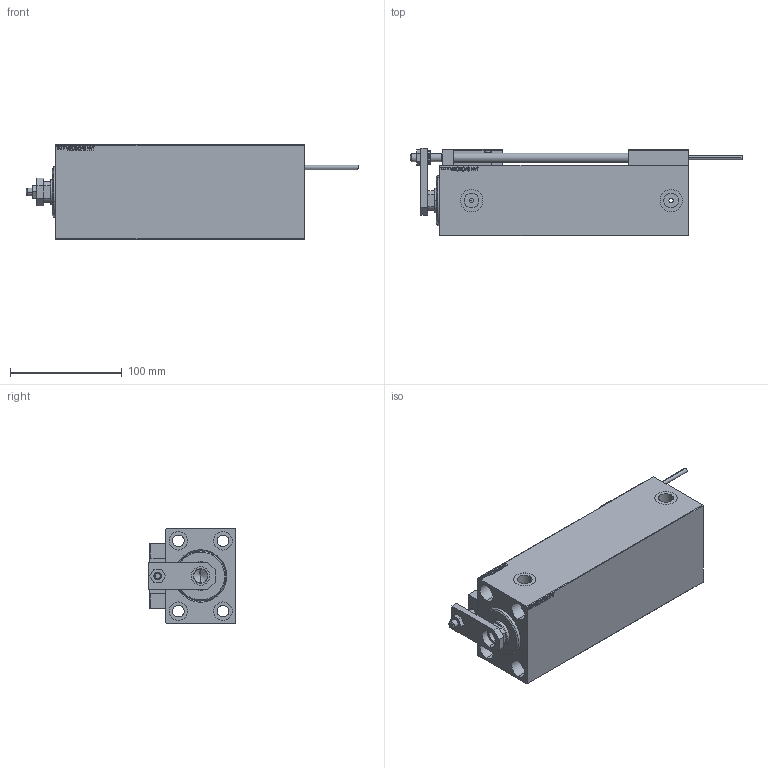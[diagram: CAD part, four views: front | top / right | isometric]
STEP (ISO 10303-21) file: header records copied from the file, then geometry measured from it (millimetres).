
FILE_DESCRIPTION (( 'STEP AP203' ), '1' );
FILE_NAME ('a88c.STEP', '2022-04-17T08:31:32', ( '' ), ( '' ), 'SwSTEP 2.0', 'SolidWorks 2019', '' );
FILE_SCHEMA (( 'CONFIG_CONTROL_DESIGN' ));
Length unit declared in the file: millimetre
Products named in the file (15): SWITCH_X_FRONT_BACK 85b56ee7454ecf3300692eb5006bea4a; ALLEN BOLT D5 85b56ee7454ecf3300692eb5006bea4a; NUT_D12 85b56ee7454ecf3300692eb5006bea4a; a88c; MAGNET 85b56ee7454ecf3300692eb5006bea4a; V450CM_VC_B 85b56ee7454ecf3300692eb5006bea4a; SWITCH DIM B,W 85b56ee7454ecf3300692eb5006bea4a; TYC_L79 85b56ee7454ecf3300692eb5006bea4a; V450CM_C_VCP 85b56ee7454ecf3300692eb5006bea4a; ALLEN BOLT D8 85b56ee7454ecf3300692eb5006bea4a; V450CM_C_Body 85b56ee7454ecf3300692eb5006bea4a; SWITCH X 85b56ee7454ecf3300692eb5006bea4a; KONCOVKA 85b56ee7454ecf3300692eb5006bea4a; ZARAZKA 85b56ee7454ecf3300692eb5006bea4a; Block 85b56ee7454ecf3300692eb5006bea4a
Assembly tree (24 placements, depth 3):
  a88c
    V450CM_C_Body 85b56ee7454ecf3300692eb5006bea4a
    SWITCH X 85b56ee7454ecf3300692eb5006bea4a
      SWITCH_X_FRONT_BACK 85b56ee7454ecf3300692eb5006bea4a  x2
      TYC_L79 85b56ee7454ecf3300692eb5006bea4a
      Block 85b56ee7454ecf3300692eb5006bea4a  x2
      ALLEN BOLT D5 85b56ee7454ecf3300692eb5006bea4a  x4
      ALLEN BOLT D8 85b56ee7454ecf3300692eb5006bea4a  x4
      MAGNET 85b56ee7454ecf3300692eb5006bea4a  x2
      KONCOVKA 85b56ee7454ecf3300692eb5006bea4a  x2
    NUT_D12 85b56ee7454ecf3300692eb5006bea4a
    SWITCH DIM B,W 85b56ee7454ecf3300692eb5006bea4a
    ZARAZKA 85b56ee7454ecf3300692eb5006bea4a
    V450CM_C_VCP 85b56ee7454ecf3300692eb5006bea4a
    V450CM_VC_B 85b56ee7454ecf3300692eb5006bea4a
Bounding box: 297.7 x 78.5 x 85 mm (x, y, z)
Volume: 1148647 mm3; surface area: 160610.4 mm2
Topology: 23 solids, 23 shells, 1296 faces, 3100 edges, 1983 vertices
Faces by surface type: plane 564, bspline 380, cylinder 198, cone 106, torus 44, sphere 4
Entity records: 50691 total; most frequent: CARTESIAN_POINT 26084, ORIENTED_EDGE 5220, DIRECTION 3538, EDGE_CURVE 2610, VERTEX_POINT 1707, VECTOR 1496, LINE 1496, EDGE_LOOP 1213
